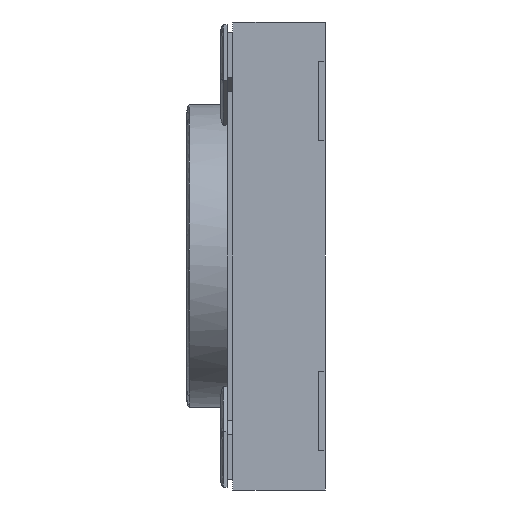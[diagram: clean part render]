
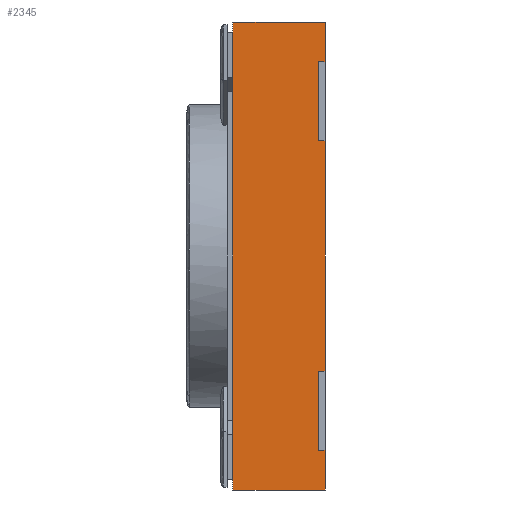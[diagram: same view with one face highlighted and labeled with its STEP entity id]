
A CAD part, left-side view. The second image highlights one B-rep face of the part: STEP entity #2345.
In plain terms, the highlighted planar face has unit normal (-1, 0, 0).
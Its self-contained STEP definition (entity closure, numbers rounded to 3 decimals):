
#94 = CARTESIAN_POINT ( 'NONE',  ( -1.26, 0.817, -0.813 ) ) ;
#209 = DIRECTION ( 'NONE',  ( 0., 1., 0. ) ) ;
#278 = LINE ( 'NONE', #3681, #1329 ) ;
#293 = ORIENTED_EDGE ( 'NONE', *, *, #4253, .F. ) ;
#325 = EDGE_CURVE ( 'NONE', #2434, #5245, #3328, .T. ) ;
#513 = CARTESIAN_POINT ( 'NONE',  ( -1.26, 1.137, -0.813 ) ) ;
#550 = CARTESIAN_POINT ( 'NONE',  ( -1.26, 1.137, -0.813 ) ) ;
#561 = VECTOR ( 'NONE', #1222, 1000. ) ;
#612 = VECTOR ( 'NONE', #209, 1000. ) ;
#655 = VECTOR ( 'NONE', #2852, 1000. ) ;
#664 = LINE ( 'NONE', #4776, #2183 ) ;
#732 = CARTESIAN_POINT ( 'NONE',  ( -1.26, 1.137, 0.813 ) ) ;
#823 = VERTEX_POINT ( 'NONE', #1376 ) ;
#893 = EDGE_CURVE ( 'NONE', #2434, #823, #3117, .T. ) ;
#896 = VERTEX_POINT ( 'NONE', #2699 ) ;
#966 = EDGE_CURVE ( 'NONE', #5245, #5194, #664, .T. ) ;
#977 = ORIENTED_EDGE ( 'NONE', *, *, #1384, .F. ) ;
#979 = DIRECTION ( 'NONE',  ( 0., 0., 1. ) ) ;
#1074 = CARTESIAN_POINT ( 'NONE',  ( -1.26, 1.137, -0.4 ) ) ;
#1154 = VECTOR ( 'NONE', #3182, 1000. ) ;
#1157 = ORIENTED_EDGE ( 'NONE', *, *, #3137, .F. ) ;
#1179 = CARTESIAN_POINT ( 'NONE',  ( -1.26, 1.137, 0.675 ) ) ;
#1205 = DIRECTION ( 'NONE',  ( 0., 1., 0. ) ) ;
#1222 = DIRECTION ( 'NONE',  ( 0., 0., 1. ) ) ;
#1232 = LINE ( 'NONE', #1843, #4502 ) ;
#1281 = ORIENTED_EDGE ( 'NONE', *, *, #893, .F. ) ;
#1306 = VERTEX_POINT ( 'NONE', #3255 ) ;
#1329 = VECTOR ( 'NONE', #1489, 1000. ) ;
#1376 = CARTESIAN_POINT ( 'NONE',  ( -1.26, 0.841, 0.4 ) ) ;
#1384 = EDGE_CURVE ( 'NONE', #4140, #5194, #4576, .T. ) ;
#1404 = ORIENTED_EDGE ( 'NONE', *, *, #966, .T. ) ;
#1489 = DIRECTION ( 'NONE',  ( 0., 0., 1. ) ) ;
#1530 = CARTESIAN_POINT ( 'NONE',  ( -1.26, 0.817, 0.675 ) ) ;
#1843 = CARTESIAN_POINT ( 'NONE',  ( -1.26, 0.841, -0.813 ) ) ;
#2024 = CARTESIAN_POINT ( 'NONE',  ( -1.26, 0.841, 0.675 ) ) ;
#2070 = VECTOR ( 'NONE', #1205, 1000. ) ;
#2144 = CARTESIAN_POINT ( 'NONE',  ( -1.26, 1.137, -0.813 ) ) ;
#2183 = VECTOR ( 'NONE', #979, 1000. ) ;
#2190 = CARTESIAN_POINT ( 'NONE',  ( -1.26, 0.817, -0.4 ) ) ;
#2256 = CARTESIAN_POINT ( 'NONE',  ( -1.26, 0.817, -0.813 ) ) ;
#2297 = CARTESIAN_POINT ( 'NONE',  ( -1.26, 0.817, 0.4 ) ) ;
#2341 = VERTEX_POINT ( 'NONE', #2190 ) ;
#2345 = ADVANCED_FACE ( 'NONE', ( #2781 ), #4346, .F. ) ;
#2368 = CARTESIAN_POINT ( 'NONE',  ( -1.26, 1.137, -0.675 ) ) ;
#2434 = VERTEX_POINT ( 'NONE', #2024 ) ;
#2613 = DIRECTION ( 'NONE',  ( 0., -1., 0. ) ) ;
#2699 = CARTESIAN_POINT ( 'NONE',  ( -1.26, 0.817, -0.675 ) ) ;
#2781 = FACE_OUTER_BOUND ( 'NONE', #5201, .T. ) ;
#2818 = EDGE_CURVE ( 'NONE', #1306, #4305, #1232, .T. ) ;
#2852 = DIRECTION ( 'NONE',  ( 0., -1., 0. ) ) ;
#3031 = EDGE_CURVE ( 'NONE', #3061, #3503, #4769, .T. ) ;
#3061 = VERTEX_POINT ( 'NONE', #513 ) ;
#3117 = LINE ( 'NONE', #4435, #4332 ) ;
#3137 = EDGE_CURVE ( 'NONE', #4305, #896, #5039, .T. ) ;
#3154 = DIRECTION ( 'NONE',  ( 0., 0., -1. ) ) ;
#3182 = DIRECTION ( 'NONE',  ( 0., -1., 0. ) ) ;
#3220 = LINE ( 'NONE', #5064, #561 ) ;
#3236 = EDGE_CURVE ( 'NONE', #3503, #896, #3220, .T. ) ;
#3255 = CARTESIAN_POINT ( 'NONE',  ( -1.26, 0.841, -0.4 ) ) ;
#3269 = EDGE_CURVE ( 'NONE', #4694, #823, #4758, .T. ) ;
#3328 = LINE ( 'NONE', #1179, #4468 ) ;
#3469 = VECTOR ( 'NONE', #4034, 1000. ) ;
#3480 = DIRECTION ( 'NONE',  ( 0., 1., 0. ) ) ;
#3503 = VERTEX_POINT ( 'NONE', #94 ) ;
#3531 = CARTESIAN_POINT ( 'NONE',  ( -1.26, 1.137, 0.813 ) ) ;
#3562 = EDGE_CURVE ( 'NONE', #2341, #1306, #4349, .T. ) ;
#3611 = CARTESIAN_POINT ( 'NONE',  ( -1.26, 0.841, -0.675 ) ) ;
#3633 = VECTOR ( 'NONE', #2613, 1000. ) ;
#3681 = CARTESIAN_POINT ( 'NONE',  ( -1.26, 1.137, -0.813 ) ) ;
#3868 = DIRECTION ( 'NONE',  ( 1., 0., 0. ) ) ;
#3919 = ORIENTED_EDGE ( 'NONE', *, *, #325, .T. ) ;
#4011 = LINE ( 'NONE', #2256, #3469 ) ;
#4034 = DIRECTION ( 'NONE',  ( 0., 0., 1. ) ) ;
#4140 = VERTEX_POINT ( 'NONE', #3531 ) ;
#4253 = EDGE_CURVE ( 'NONE', #3061, #4140, #278, .T. ) ;
#4305 = VERTEX_POINT ( 'NONE', #3611 ) ;
#4332 = VECTOR ( 'NONE', #4474, 1000. ) ;
#4346 = PLANE ( 'NONE',  #4963 ) ;
#4349 = LINE ( 'NONE', #1074, #612 ) ;
#4435 = CARTESIAN_POINT ( 'NONE',  ( -1.26, 0.841, -0.813 ) ) ;
#4468 = VECTOR ( 'NONE', #4612, 1000. ) ;
#4474 = DIRECTION ( 'NONE',  ( 0., 0., -1. ) ) ;
#4502 = VECTOR ( 'NONE', #3154, 1000. ) ;
#4507 = ORIENTED_EDGE ( 'NONE', *, *, #3236, .T. ) ;
#4576 = LINE ( 'NONE', #732, #655 ) ;
#4612 = DIRECTION ( 'NONE',  ( 0., -1., 0. ) ) ;
#4658 = CARTESIAN_POINT ( 'NONE',  ( -1.26, 1.137, 0.4 ) ) ;
#4694 = VERTEX_POINT ( 'NONE', #2297 ) ;
#4758 = LINE ( 'NONE', #4658, #2070 ) ;
#4769 = LINE ( 'NONE', #2144, #3633 ) ;
#4776 = CARTESIAN_POINT ( 'NONE',  ( -1.26, 0.817, -0.813 ) ) ;
#4940 = ORIENTED_EDGE ( 'NONE', *, *, #3562, .F. ) ;
#4963 = AXIS2_PLACEMENT_3D ( 'NONE', #550, #3868, #3480 ) ;
#5039 = LINE ( 'NONE', #2368, #1154 ) ;
#5050 = EDGE_CURVE ( 'NONE', #2341, #4694, #4011, .T. ) ;
#5052 = ORIENTED_EDGE ( 'NONE', *, *, #2818, .F. ) ;
#5064 = CARTESIAN_POINT ( 'NONE',  ( -1.26, 0.817, -0.813 ) ) ;
#5190 = ORIENTED_EDGE ( 'NONE', *, *, #3269, .T. ) ;
#5194 = VERTEX_POINT ( 'NONE', #5303 ) ;
#5201 = EDGE_LOOP ( 'NONE', ( #4940, #5448, #5190, #1281, #3919, #1404, #977, #293, #5273, #4507, #1157, #5052 ) ) ;
#5245 = VERTEX_POINT ( 'NONE', #1530 ) ;
#5273 = ORIENTED_EDGE ( 'NONE', *, *, #3031, .T. ) ;
#5303 = CARTESIAN_POINT ( 'NONE',  ( -1.26, 0.817, 0.813 ) ) ;
#5448 = ORIENTED_EDGE ( 'NONE', *, *, #5050, .T. ) ;
